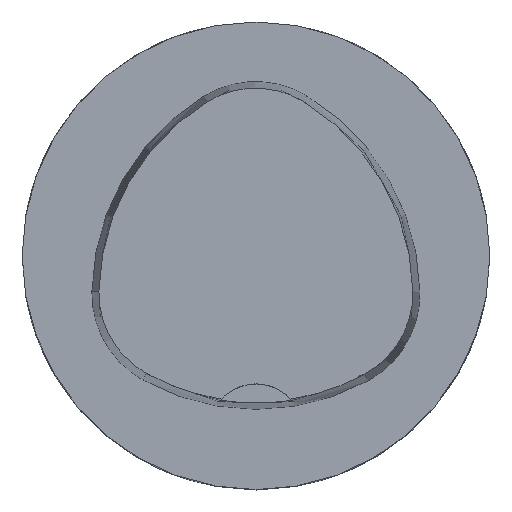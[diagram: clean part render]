
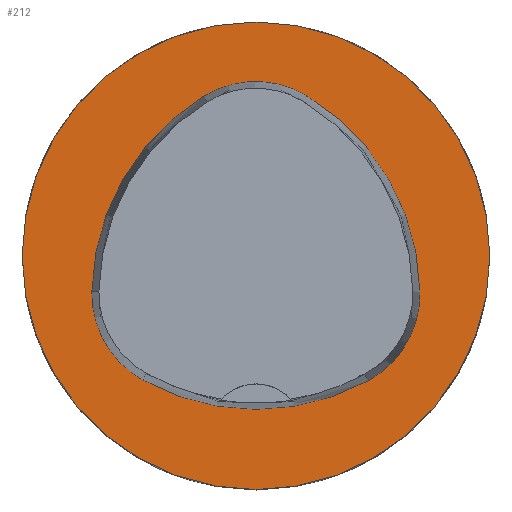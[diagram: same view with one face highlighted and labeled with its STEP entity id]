
A CAD part, top view. The second image highlights one B-rep face of the part: STEP entity #212.
In plain terms, the highlighted planar face has unit normal (0, 0, 1).
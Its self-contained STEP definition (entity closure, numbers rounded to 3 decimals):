
#212=ADVANCED_FACE('',(#405,#406),#255,.T.);
#255=PLANE('',#1171);
#405=FACE_BOUND('',#460,.T.);
#406=FACE_BOUND('',#461,.T.);
#460=EDGE_LOOP('',(#642,#643,#644,#645,#646,#647));
#461=EDGE_LOOP('',(#648));
#642=ORIENTED_EDGE('',*,*,#936,.T.);
#643=ORIENTED_EDGE('',*,*,#916,.T.);
#644=ORIENTED_EDGE('',*,*,#920,.T.);
#645=ORIENTED_EDGE('',*,*,#923,.T.);
#646=ORIENTED_EDGE('',*,*,#926,.T.);
#647=ORIENTED_EDGE('',*,*,#934,.T.);
#648=ORIENTED_EDGE('',*,*,#939,.F.);
#812=VERTEX_POINT('',#1828);
#813=VERTEX_POINT('',#1829);
#816=VERTEX_POINT('',#1837);
#818=VERTEX_POINT('',#1843);
#820=VERTEX_POINT('',#1849);
#827=VERTEX_POINT('',#1870);
#828=VERTEX_POINT('',#1880);
#916=EDGE_CURVE('',#812,#813,#1001,.T.);
#920=EDGE_CURVE('',#813,#816,#1003,.T.);
#923=EDGE_CURVE('',#816,#818,#1005,.T.);
#926=EDGE_CURVE('',#818,#820,#1007,.T.);
#934=EDGE_CURVE('',#820,#827,#1011,.T.);
#936=EDGE_CURVE('',#827,#812,#1013,.T.);
#939=EDGE_CURVE('',#828,#828,#1016,.T.);
#1001=CIRCLE('',#1148,20.);
#1003=CIRCLE('',#1151,8.5);
#1005=CIRCLE('',#1154,20.);
#1007=CIRCLE('',#1157,8.5);
#1011=CIRCLE('',#1162,20.);
#1013=CIRCLE('',#1165,8.5);
#1016=CIRCLE('',#1170,20.);
#1148=AXIS2_PLACEMENT_3D('',#1827,#1363,#1364);
#1151=AXIS2_PLACEMENT_3D('',#1836,#1371,#1372);
#1154=AXIS2_PLACEMENT_3D('',#1842,#1378,#1379);
#1157=AXIS2_PLACEMENT_3D('',#1848,#1385,#1386);
#1162=AXIS2_PLACEMENT_3D('',#1871,#1397,#1398);
#1165=AXIS2_PLACEMENT_3D('',#1874,#1403,#1404);
#1170=AXIS2_PLACEMENT_3D('',#1879,#1413,#1414);
#1171=AXIS2_PLACEMENT_3D('',#1881,#1415,#1416);
#1363=DIRECTION('',(0.,0.,-1.));
#1364=DIRECTION('',(-1.,0.,0.));
#1371=DIRECTION('',(0.,0.,-1.));
#1372=DIRECTION('',(-1.,0.,0.));
#1378=DIRECTION('',(0.,0.,-1.));
#1379=DIRECTION('',(-1.,0.,0.));
#1385=DIRECTION('',(0.,0.,-1.));
#1386=DIRECTION('',(-1.,0.,0.));
#1397=DIRECTION('',(0.,0.,-1.));
#1398=DIRECTION('',(-1.,0.,0.));
#1403=DIRECTION('',(0.,0.,-1.));
#1404=DIRECTION('',(-1.,0.,0.));
#1413=DIRECTION('',(0.,0.,-1.));
#1414=DIRECTION('',(-1.,0.,0.));
#1415=DIRECTION('',(0.,0.,1.));
#1416=DIRECTION('',(1.,0.,0.));
#1827=CARTESIAN_POINT('',(5.955,-3.414,0.));
#1828=CARTESIAN_POINT('',(-14.041,-3.042,0.));
#1829=CARTESIAN_POINT('',(-4.472,13.653,0.));
#1836=CARTESIAN_POINT('',(-0.04,6.4,0.));
#1837=CARTESIAN_POINT('',(4.347,13.68,0.));
#1842=CARTESIAN_POINT('',(-5.976,-3.45,0.));
#1843=CARTESIAN_POINT('',(14.021,-3.075,0.));
#1848=CARTESIAN_POINT('',(5.522,-3.235,0.));
#1849=CARTESIAN_POINT('',(9.588,-10.699,0.));
#1870=CARTESIAN_POINT('',(-9.655,-10.639,0.));
#1871=CARTESIAN_POINT('',(0.022,6.864,0.));
#1874=CARTESIAN_POINT('',(-5.543,-3.2,0.));
#1879=CARTESIAN_POINT('',(0.,0.,0.));
#1880=CARTESIAN_POINT('',(-20.,0.,0.));
#1881=CARTESIAN_POINT('',(0.,0.,0.));
